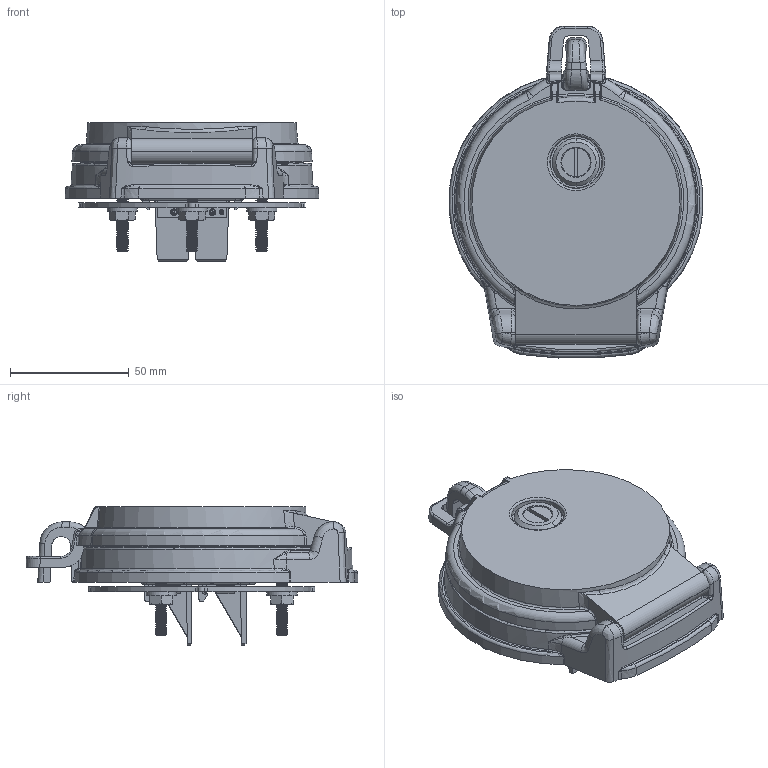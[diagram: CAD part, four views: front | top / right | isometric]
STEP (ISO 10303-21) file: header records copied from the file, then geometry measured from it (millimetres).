
FILE_DESCRIPTION(/* description */ (''),/* implementation_level */ '2;1');
FILE_NAME(/* name */ 'DAP3BC-00.stp',/* time_stamp */ '2019-05-08T08:04:52-05:00',/* author */ (''),/* organization */ (''),/* preprocessor_version */ 'ST-DEVELOPER v16',/* originating_system */ 'SIEMENS PLM Software NX 11.0',/* authorisation */ '');
FILE_SCHEMA (('AP203_CONFIGURATION_CONTROLLED_3D_DESIGN_OF_MECHANICAL_PARTS_AND_ASSEMBLIES_MIM_LF { 1 0 10303 403 2 1 2}'));
Products named in the file (1): djsl2EFC777F6s5v
Bounding box: 106.8 x 139.67 x 58.19 mm (x, y, z)
Volume: 303932.6 mm3; surface area: 71786.2 mm2
Topology: 7 solids, 8 shells, 2169 faces, 5823 edges, 3769 vertices
Faces by surface type: plane 1034, cylinder 636, extrusion 204, bspline 183, cone 68, torus 32, sphere 12
Full cylindrical faces by diameter (mm): 5.22 x3
Entity records: 89345 total; most frequent: CARTESIAN_POINT 38063, ORIENTED_EDGE 11568, DIRECTION 9281, EDGE_CURVE 5784, VERTEX_POINT 3765, VECTOR 3591, LINE 3387, AXIS2_PLACEMENT_3D 2845
